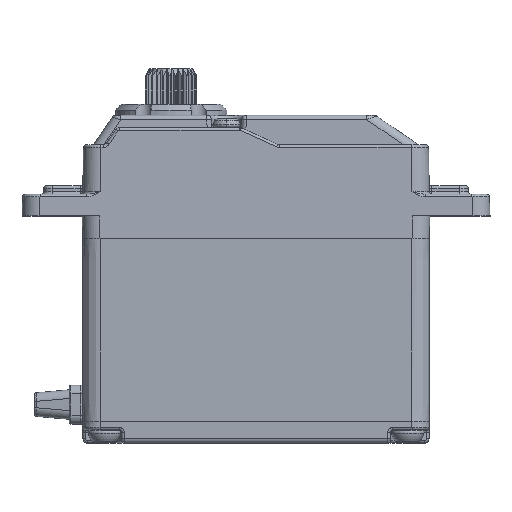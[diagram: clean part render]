
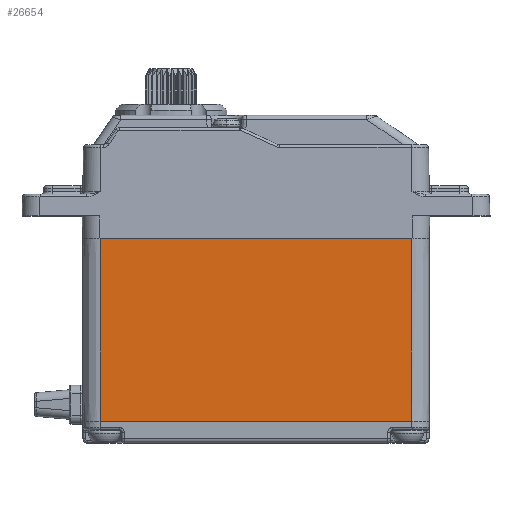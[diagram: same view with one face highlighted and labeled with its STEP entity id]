
A CAD part, top view. The second image highlights one B-rep face of the part: STEP entity #26654.
In plain terms, the highlighted planar face has unit normal (0, 0, 1).
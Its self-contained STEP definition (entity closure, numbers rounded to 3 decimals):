
#980=DIRECTION('',(1.,0.,0.));
#981=VECTOR('',#980,35.998);
#982=CARTESIAN_POINT('',(-17.999,0.,10.));
#983=LINE('',#982,#981);
#1154=DIRECTION('',(1.,0.,0.));
#1155=VECTOR('',#1154,35.999);
#1156=CARTESIAN_POINT('',(-18.,-21.1,10.));
#1157=LINE('',#1156,#1155);
#1161=DIRECTION('',(0.,-1.,0.));
#1162=VECTOR('',#1161,21.1);
#1163=CARTESIAN_POINT('',(-17.999,0.,10.));
#1164=LINE('',#1163,#1162);
#1216=DIRECTION('',(0.,-1.,0.));
#1217=VECTOR('',#1216,21.1);
#1218=CARTESIAN_POINT('',(17.999,0.,10.));
#1219=LINE('',#1218,#1217);
#4367=CARTESIAN_POINT('',(-17.999,0.,10.));
#23540=VERTEX_POINT('',#4367);
#23541=CARTESIAN_POINT('',(17.999,0.,10.));
#23542=VERTEX_POINT('',#23541);
#25160=CARTESIAN_POINT('',(-18.,-21.1,10.));
#25162=VERTEX_POINT('',#25160);
#25163=CARTESIAN_POINT('',(18.,-21.1,10.));
#25164=VERTEX_POINT('',#25163);
#26640=CARTESIAN_POINT('',(-17.999,0.,10.));
#26641=DIRECTION('',(0.,0.,1.));
#26642=DIRECTION('',(1.,0.,0.));
#26643=AXIS2_PLACEMENT_3D('',#26640,#26641,#26642);
#26644=PLANE('',#26643);
#26646=ORIENTED_EDGE('',*,*,#26645,.F.);
#26648=ORIENTED_EDGE('',*,*,#26647,.F.);
#26649=ORIENTED_EDGE('',*,*,#26599,.T.);
#26651=ORIENTED_EDGE('',*,*,#26650,.T.);
#26652=EDGE_LOOP('',(#26646,#26648,#26649,#26651));
#26653=FACE_OUTER_BOUND('',#26652,.F.);
#26599=EDGE_CURVE('',#23540,#23542,#983,.T.);
#26645=EDGE_CURVE('',#25162,#25164,#1157,.T.);
#26647=EDGE_CURVE('',#23540,#25162,#1164,.T.);
#26650=EDGE_CURVE('',#23542,#25164,#1219,.T.);
#26654=ADVANCED_FACE('',(#26653),#26644,.T.);
